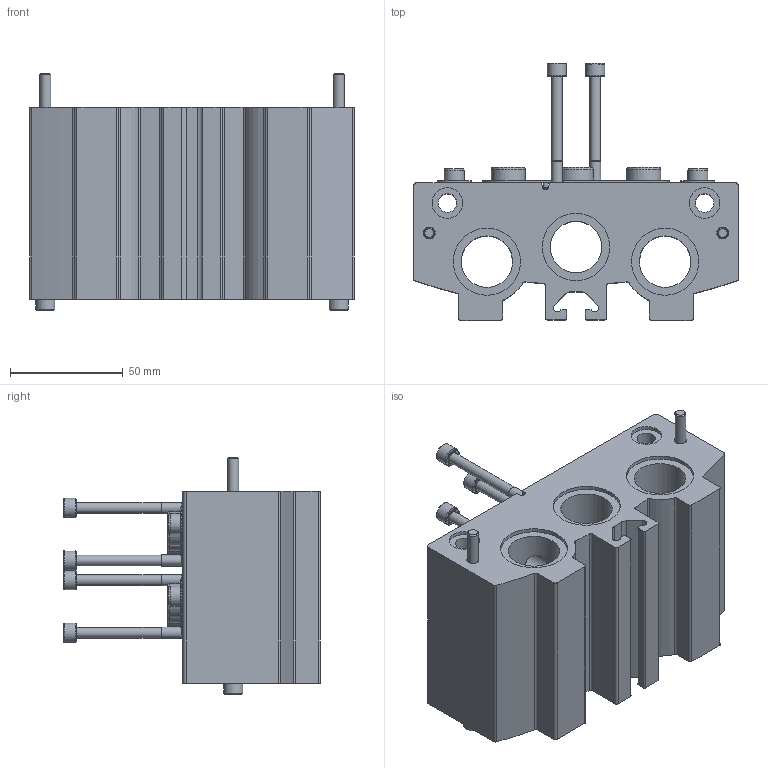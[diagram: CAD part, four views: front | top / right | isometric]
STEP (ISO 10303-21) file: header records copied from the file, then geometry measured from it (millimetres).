
FILE_DESCRIPTION(/* description */ ('STEP AP214'),/* implementation_level */ '2;1');
FILE_NAME(/* name */ '8026431_VABM-B10-30EEE-G34-2',/* time_stamp */ '2024-09-15T22:38:07+02:00',/* author */ ('License CC BY-ND 4.0'),/* organization */ ('CADENAS'),/* preprocessor_version */ 'ST-DEVELOPER v19.3',/* originating_system */ 'PARTsolutions',/* authorisation */ ' ');
FILE_SCHEMA (('AUTOMOTIVE_DESIGN {1 0 10303 214 3 1 1}'));
Length unit declared in the file: millimetre
Products named in the file (6): 8026431 VABM-B10-30EEE-G34-2; 8026431 VABM-B10-30EEE-G34-2---(M); DIN-912 - M5x100(F); 1658619 VUVS-G3-3---(S); 2191444 F-M5x60-10.9; 1354302 VUVS-G18---(S)
Assembly tree (13 placements, depth 2):
  8026431 VABM-B10-30EEE-G34-2
    8026431 VABM-B10-30EEE-G34-2---(M)
    DIN-912 - M5x100(F)  x2
    1658619 VUVS-G3-3---(S)  x2
    2191444 F-M5x60-10.9  x4
    1354302 VUVS-G18---(S)  x4
Bounding box: 144 x 113.9 x 105 mm (x, y, z)
Volume: 519070.2 mm3; surface area: 105341.7 mm2
Topology: 13 solids, 13 shells, 601 faces, 1420 edges, 898 vertices
Faces by surface type: plane 292, cylinder 178, cone 107, torus 24
Full cylindrical faces by diameter (mm): 4.134 x4, 4.75 x4, 5 x6, 5.3 x2, 5.5 x4, 6 x4, 8.2 x2, 8.5 x6, 8.566 x2, 8.9 x4, 9 x6, 10.8 x4, 12 x6, 13.6 x2, 15 x4, 15.1 x6, 18.1 x6, 22.8 x3, 24.117 x3, 29.8 x3
Entity records: 10185 total; most frequent: CARTESIAN_POINT 1838, DIRECTION 1768, ORIENTED_EDGE 1490, EDGE_CURVE 745, AXIS2_PLACEMENT_3D 677, VERTEX_POINT 541, FACE_BOUND 536, EDGE_LOOP 530
